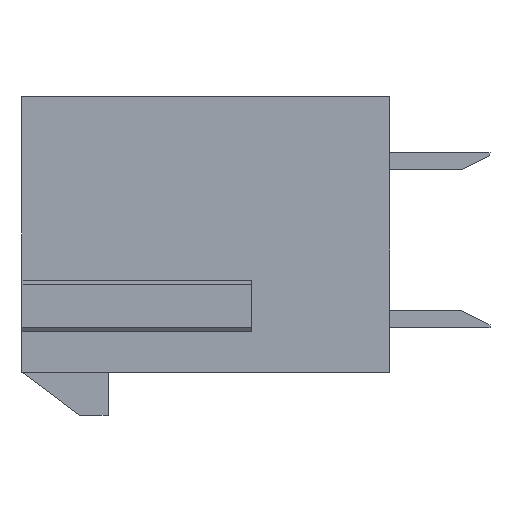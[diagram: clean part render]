
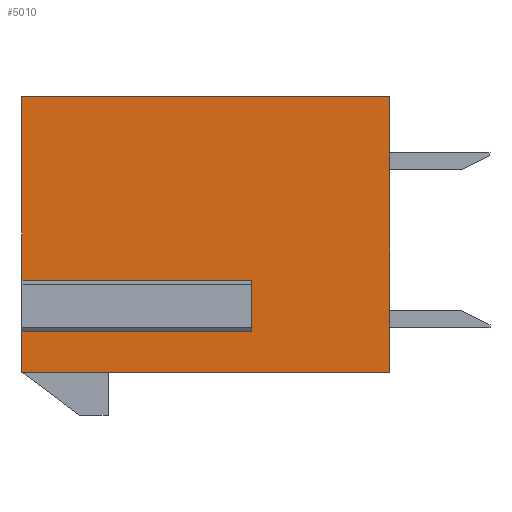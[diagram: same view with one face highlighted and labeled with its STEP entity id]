
A CAD part, left-side view. The second image highlights one B-rep face of the part: STEP entity #5010.
In plain terms, the highlighted planar face has unit normal (-1, 0, 0).
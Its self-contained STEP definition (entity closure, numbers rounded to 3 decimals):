
#41 = CARTESIAN_POINT ( 'NONE',  ( -9., 4.8, -3.39 ) ) ;
#43 = ORIENTED_EDGE ( 'NONE', *, *, #151, .F. ) ;
#52 = DIRECTION ( 'NONE',  ( 0., 0., -1. ) ) ;
#68 = DIRECTION ( 'NONE',  ( 0., 1., 0. ) ) ;
#151 = EDGE_CURVE ( 'NONE', #1020, #4844, #1040, .T. ) ;
#152 = CARTESIAN_POINT ( 'NONE',  ( -9., 12.8, 4.8 ) ) ;
#187 = LINE ( 'NONE', #730, #1828 ) ;
#271 = AXIS2_PLACEMENT_3D ( 'NONE', #1854, #2942, #3770 ) ;
#409 = CARTESIAN_POINT ( 'NONE',  ( -9., 0., -3.39 ) ) ;
#650 = DIRECTION ( 'NONE',  ( 0., -1., 0. ) ) ;
#730 = CARTESIAN_POINT ( 'NONE',  ( -9., 0., 0. ) ) ;
#754 = EDGE_CURVE ( 'NONE', #3978, #2719, #2064, .T. ) ;
#826 = EDGE_CURVE ( 'NONE', #2741, #2719, #3278, .T. ) ;
#946 = EDGE_CURVE ( 'NONE', #4832, #2114, #4539, .T. ) ;
#1020 = VERTEX_POINT ( 'NONE', #152 ) ;
#1040 = LINE ( 'NONE', #4116, #2250 ) ;
#1232 = DIRECTION ( 'NONE',  ( 0., 0., 1. ) ) ;
#1308 = EDGE_CURVE ( 'NONE', #4844, #4832, #187, .T. ) ;
#1400 = DIRECTION ( 'NONE',  ( 0., 0., 1. ) ) ;
#1488 = VECTOR ( 'NONE', #1779, 1000. ) ;
#1503 = VECTOR ( 'NONE', #1232, 1000. ) ;
#1566 = CARTESIAN_POINT ( 'NONE',  ( -9., 4.8, -4.671 ) ) ;
#1779 = DIRECTION ( 'NONE',  ( 0., 1., 0. ) ) ;
#1828 = VECTOR ( 'NONE', #4624, 1000. ) ;
#1854 = CARTESIAN_POINT ( 'NONE',  ( -9., 0., 0. ) ) ;
#2048 = CARTESIAN_POINT ( 'NONE',  ( -9., 0., -4.8 ) ) ;
#2064 = LINE ( 'NONE', #409, #2429 ) ;
#2107 = ORIENTED_EDGE ( 'NONE', *, *, #2770, .F. ) ;
#2114 = VERTEX_POINT ( 'NONE', #2758 ) ;
#2190 = ORIENTED_EDGE ( 'NONE', *, *, #946, .F. ) ;
#2250 = VECTOR ( 'NONE', #650, 1000. ) ;
#2339 = CARTESIAN_POINT ( 'NONE',  ( -9., 4.8, -1.59 ) ) ;
#2429 = VECTOR ( 'NONE', #3475, 1000. ) ;
#2578 = CARTESIAN_POINT ( 'NONE',  ( -9., 0., -1.59 ) ) ;
#2593 = ORIENTED_EDGE ( 'NONE', *, *, #4349, .F. ) ;
#2719 = VERTEX_POINT ( 'NONE', #41 ) ;
#2741 = VERTEX_POINT ( 'NONE', #2339 ) ;
#2758 = CARTESIAN_POINT ( 'NONE',  ( -9., 12.8, -4.8 ) ) ;
#2770 = EDGE_CURVE ( 'NONE', #4607, #1020, #3630, .T. ) ;
#2942 = DIRECTION ( 'NONE',  ( 1., 0., 0. ) ) ;
#2996 = ORIENTED_EDGE ( 'NONE', *, *, #3680, .F. ) ;
#3115 = LINE ( 'NONE', #4106, #4034 ) ;
#3217 = VECTOR ( 'NONE', #52, 1000. ) ;
#3226 = CARTESIAN_POINT ( 'NONE',  ( -9., 0., -4.8 ) ) ;
#3278 = LINE ( 'NONE', #1566, #3217 ) ;
#3475 = DIRECTION ( 'NONE',  ( 0., -1., 0. ) ) ;
#3604 = LINE ( 'NONE', #2578, #1488 ) ;
#3630 = LINE ( 'NONE', #3941, #1503 ) ;
#3680 = EDGE_CURVE ( 'NONE', #2114, #3978, #3115, .T. ) ;
#3733 = PLANE ( 'NONE',  #271 ) ;
#3770 = DIRECTION ( 'NONE',  ( 0., 0., -1. ) ) ;
#3868 = ORIENTED_EDGE ( 'NONE', *, *, #754, .F. ) ;
#3941 = CARTESIAN_POINT ( 'NONE',  ( -9., 12.8, 0. ) ) ;
#3978 = VERTEX_POINT ( 'NONE', #4614 ) ;
#4009 = VECTOR ( 'NONE', #68, 1000. ) ;
#4034 = VECTOR ( 'NONE', #1400, 1000. ) ;
#4106 = CARTESIAN_POINT ( 'NONE',  ( -9., 12.8, 0. ) ) ;
#4116 = CARTESIAN_POINT ( 'NONE',  ( -9., 12.8, 4.8 ) ) ;
#4193 = FACE_OUTER_BOUND ( 'NONE', #4902, .T. ) ;
#4349 = EDGE_CURVE ( 'NONE', #2741, #4607, #3604, .T. ) ;
#4539 = LINE ( 'NONE', #3226, #4009 ) ;
#4607 = VERTEX_POINT ( 'NONE', #4982 ) ;
#4614 = CARTESIAN_POINT ( 'NONE',  ( -9., 12.8, -3.39 ) ) ;
#4624 = DIRECTION ( 'NONE',  ( 0., 0., -1. ) ) ;
#4753 = CARTESIAN_POINT ( 'NONE',  ( -9., 0., 4.8 ) ) ;
#4832 = VERTEX_POINT ( 'NONE', #2048 ) ;
#4844 = VERTEX_POINT ( 'NONE', #4753 ) ;
#4846 = ORIENTED_EDGE ( 'NONE', *, *, #1308, .F. ) ;
#4902 = EDGE_LOOP ( 'NONE', ( #2190, #4846, #43, #2107, #2593, #4908, #3868, #2996 ) ) ;
#4908 = ORIENTED_EDGE ( 'NONE', *, *, #826, .T. ) ;
#4982 = CARTESIAN_POINT ( 'NONE',  ( -9., 12.8, -1.59 ) ) ;
#5010 = ADVANCED_FACE ( 'NONE', ( #4193 ), #3733, .F. ) ;
